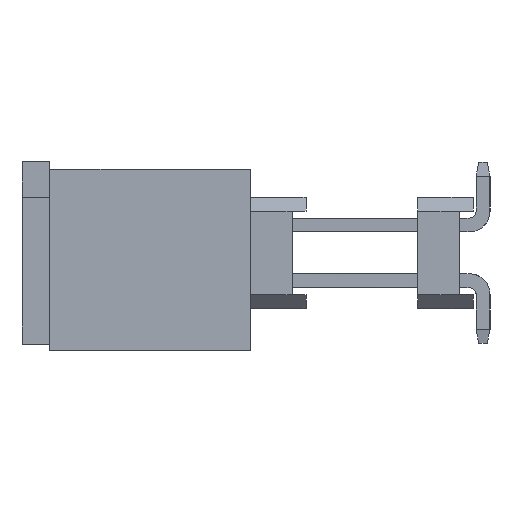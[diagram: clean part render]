
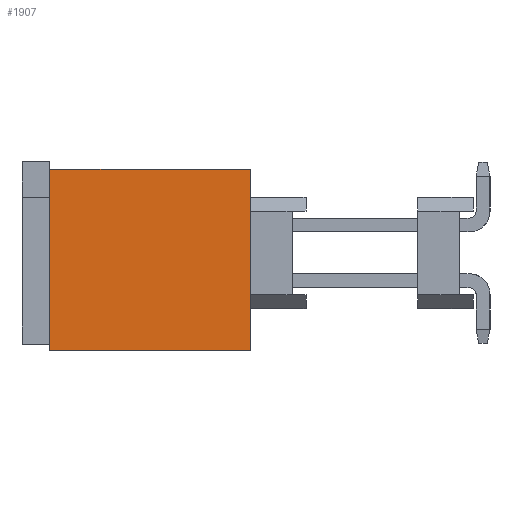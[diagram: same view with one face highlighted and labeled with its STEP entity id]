
A CAD part, left-side view. The second image highlights one B-rep face of the part: STEP entity #1907.
In plain terms, the highlighted planar face has unit normal (-1, 0, 0).
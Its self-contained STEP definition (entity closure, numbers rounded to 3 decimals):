
#211=CARTESIAN_POINT('',(0.,7.2,0.));
#212=VERTEX_POINT('',#211);
#222=CARTESIAN_POINT('',(0.,0.,0.));
#223=VERTEX_POINT('',#222);
#224=CARTESIAN_POINT('',(0.,7.2,0.));
#225=CARTESIAN_POINT('',(0.,5.76,0.));
#226=CARTESIAN_POINT('',(0.,4.32,0.));
#227=CARTESIAN_POINT('',(0.,2.88,0.));
#228=CARTESIAN_POINT('',(0.,1.44,0.));
#229=CARTESIAN_POINT('',(0.,0.,0.));
#230=B_SPLINE_CURVE_WITH_KNOTS('',5,(#224,#225,#226,#227,#228,#229),.UNSPECIFIED.,.F.,.U.,(6,6),(0.,7.2),.UNSPECIFIED.);
#231=EDGE_CURVE('',#212,#223,#230,.T.);
#1845=CARTESIAN_POINT('',(0.,7.2,-6.5));
#1846=VERTEX_POINT('',#1845);
#1856=CARTESIAN_POINT('',(0.,7.2,-6.5));
#1857=CARTESIAN_POINT('',(0.,7.2,-5.2));
#1858=CARTESIAN_POINT('',(0.,7.2,-3.9));
#1859=CARTESIAN_POINT('',(0.,7.2,-2.6));
#1860=CARTESIAN_POINT('',(0.,7.2,-1.3));
#1861=CARTESIAN_POINT('',(0.,7.2,0.));
#1862=B_SPLINE_CURVE_WITH_KNOTS('',5,(#1856,#1857,#1858,#1859,#1860,#1861),.UNSPECIFIED.,.F.,.U.,(6,6),(0.,6.5),.UNSPECIFIED.);
#1863=EDGE_CURVE('',#1846,#212,#1862,.T.);
#1878=CARTESIAN_POINT('',(0.,3.6,-3.25));
#1879=DIRECTION('',(0.,0.,1.));
#1880=DIRECTION('',(-1.,0.,0.));
#1881=AXIS2_PLACEMENT_3D('',#1878,#1880,#1879);
#1882=PLANE('',#1881);
#1883=ORIENTED_EDGE('',*,*,#231,.F.);
#1884=ORIENTED_EDGE('',*,*,#1863,.F.);
#1885=CARTESIAN_POINT('',(0.,0.,-6.5));
#1886=VERTEX_POINT('',#1885);
#1887=CARTESIAN_POINT('',(0.,7.2,-6.5));
#1888=CARTESIAN_POINT('',(0.,5.76,-6.5));
#1889=CARTESIAN_POINT('',(0.,4.32,-6.5));
#1890=CARTESIAN_POINT('',(0.,2.88,-6.5));
#1891=CARTESIAN_POINT('',(0.,1.44,-6.5));
#1892=CARTESIAN_POINT('',(0.,0.,-6.5));
#1893=B_SPLINE_CURVE_WITH_KNOTS('',5,(#1887,#1888,#1889,#1890,#1891,#1892),.UNSPECIFIED.,.F.,.U.,(6,6),(0.,7.2),.UNSPECIFIED.);
#1894=EDGE_CURVE('',#1846,#1886,#1893,.T.);
#1895=ORIENTED_EDGE('',*,*,#1894,.T.);
#1896=CARTESIAN_POINT('',(0.,0.,-6.5));
#1897=CARTESIAN_POINT('',(0.,0.,-5.2));
#1898=CARTESIAN_POINT('',(0.,0.,-3.9));
#1899=CARTESIAN_POINT('',(0.,0.,-2.6));
#1900=CARTESIAN_POINT('',(0.,0.,-1.3));
#1901=CARTESIAN_POINT('',(0.,0.,0.));
#1902=B_SPLINE_CURVE_WITH_KNOTS('',5,(#1896,#1897,#1898,#1899,#1900,#1901),.UNSPECIFIED.,.F.,.U.,(6,6),(0.,6.5),.UNSPECIFIED.);
#1903=EDGE_CURVE('',#1886,#223,#1902,.T.);
#1904=ORIENTED_EDGE('',*,*,#1903,.T.);
#1905=EDGE_LOOP('',(#1883,#1884,#1895,#1904));
#1906=FACE_OUTER_BOUND('',#1905,.T.);
#1907=ADVANCED_FACE('',(#1906),#1882,.T.);
